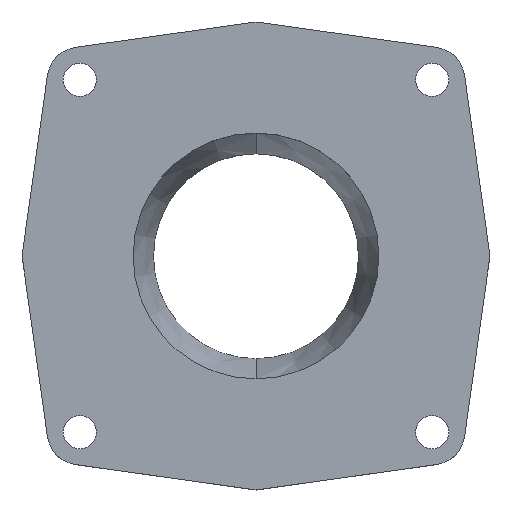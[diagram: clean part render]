
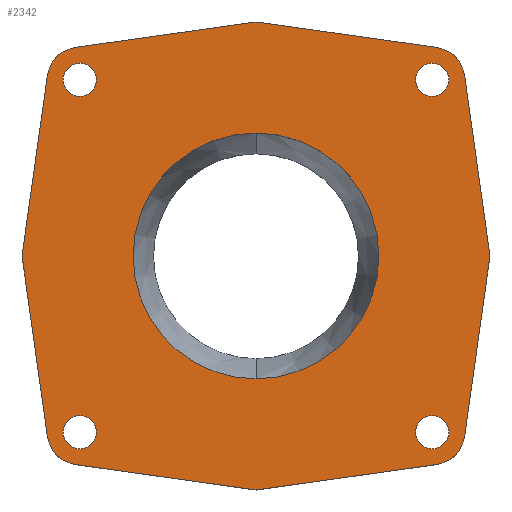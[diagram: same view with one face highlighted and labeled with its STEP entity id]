
A CAD part, top view. The second image highlights one B-rep face of the part: STEP entity #2342.
In plain terms, the highlighted planar face has unit normal (0, 0, 1).
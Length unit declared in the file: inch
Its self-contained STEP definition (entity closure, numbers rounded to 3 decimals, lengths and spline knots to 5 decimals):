
#661=DIRECTION('',(-0.139,-0.99,0.));
#662=VECTOR('',#661,2.23938);
#663=CARTESIAN_POINT('',(-2.56334,2.21758,2.93));
#664=LINE('',#663,#662);
#673=CARTESIAN_POINT('',(2.16551,2.16551,2.93));
#674=DIRECTION('',(0.,0.,1.));
#675=DIRECTION('',(1.,0.,0.));
#676=AXIS2_PLACEMENT_3D('',#673,#674,#675);
#678=CARTESIAN_POINT('',(2.16551,2.16551,2.93));
#679=DIRECTION('',(0.,0.,1.));
#680=DIRECTION('',(-1.,0.,0.));
#681=AXIS2_PLACEMENT_3D('',#678,#679,#680);
#683=CARTESIAN_POINT('',(2.16551,-2.16551,2.93));
#684=DIRECTION('',(0.,0.,1.));
#685=DIRECTION('',(1.,0.,0.));
#686=AXIS2_PLACEMENT_3D('',#683,#684,#685);
#688=CARTESIAN_POINT('',(2.16551,-2.16551,2.93));
#689=DIRECTION('',(0.,0.,1.));
#690=DIRECTION('',(-1.,0.,0.));
#691=AXIS2_PLACEMENT_3D('',#688,#689,#690);
#693=CARTESIAN_POINT('',(-2.16551,-2.16551,2.93));
#694=DIRECTION('',(0.,0.,1.));
#695=DIRECTION('',(1.,0.,0.));
#696=AXIS2_PLACEMENT_3D('',#693,#694,#695);
#698=CARTESIAN_POINT('',(-2.16551,-2.16551,2.93));
#699=DIRECTION('',(0.,0.,1.));
#700=DIRECTION('',(-1.,0.,0.));
#701=AXIS2_PLACEMENT_3D('',#698,#699,#700);
#703=CARTESIAN_POINT('',(-2.16551,2.16551,2.93));
#704=DIRECTION('',(0.,0.,1.));
#705=DIRECTION('',(1.,0.,0.));
#706=AXIS2_PLACEMENT_3D('',#703,#704,#705);
#708=CARTESIAN_POINT('',(-2.16551,2.16551,2.93));
#709=DIRECTION('',(0.,0.,1.));
#710=DIRECTION('',(-1.,0.,0.));
#711=AXIS2_PLACEMENT_3D('',#708,#709,#710);
#713=CARTESIAN_POINT('',(0.,0.,2.93));
#714=DIRECTION('',(0.,0.,1.));
#715=DIRECTION('',(0.,1.,0.));
#716=AXIS2_PLACEMENT_3D('',#713,#714,#715);
#718=CARTESIAN_POINT('',(0.,0.,2.93));
#719=DIRECTION('',(0.,0.,1.));
#720=DIRECTION('',(0.,-1.,0.));
#721=AXIS2_PLACEMENT_3D('',#718,#719,#720);
#723=DIRECTION('',(-0.99,-0.139,0.));
#724=VECTOR('',#723,2.23938);
#725=CARTESIAN_POINT('',(0.,2.875,2.93));
#726=LINE('',#725,#724);
#739=CARTESIAN_POINT('',(-2.16104,2.16104,2.93));
#740=DIRECTION('',(0.,0.,1.));
#741=DIRECTION('',(-0.139,0.99,0.));
#742=AXIS2_PLACEMENT_3D('',#739,#740,#741);
#765=DIRECTION('',(-0.99,0.139,0.));
#766=VECTOR('',#765,2.23938);
#767=CARTESIAN_POINT('',(2.21758,2.56334,2.93));
#768=LINE('',#767,#766);
#781=CARTESIAN_POINT('',(2.16104,2.16104,2.93));
#782=DIRECTION('',(0.,0.,1.));
#783=DIRECTION('',(0.99,0.139,0.));
#784=AXIS2_PLACEMENT_3D('',#781,#782,#783);
#795=DIRECTION('',(-0.139,0.99,0.));
#796=VECTOR('',#795,2.23938);
#797=CARTESIAN_POINT('',(2.875,0.,2.93));
#798=LINE('',#797,#796);
#807=DIRECTION('',(0.139,0.99,0.));
#808=VECTOR('',#807,2.23938);
#809=CARTESIAN_POINT('',(2.56334,-2.21758,2.93));
#810=LINE('',#809,#808);
#819=CARTESIAN_POINT('',(2.16104,-2.16104,2.93));
#820=DIRECTION('',(0.,0.,1.));
#821=DIRECTION('',(0.139,-0.99,0.));
#822=AXIS2_PLACEMENT_3D('',#819,#820,#821);
#833=DIRECTION('',(0.99,0.139,0.));
#834=VECTOR('',#833,2.23938);
#835=CARTESIAN_POINT('',(0.,-2.875,2.93));
#836=LINE('',#835,#834);
#861=DIRECTION('',(0.99,-0.139,0.));
#862=VECTOR('',#861,2.23938);
#863=CARTESIAN_POINT('',(-2.21758,-2.56334,2.93));
#864=LINE('',#863,#862);
#877=CARTESIAN_POINT('',(-2.16104,-2.16104,2.93));
#878=DIRECTION('',(0.,0.,1.));
#879=DIRECTION('',(-0.99,-0.139,0.));
#880=AXIS2_PLACEMENT_3D('',#877,#878,#879);
#891=DIRECTION('',(0.139,-0.99,0.));
#892=VECTOR('',#891,2.23938);
#893=CARTESIAN_POINT('',(-2.875,0.,2.93));
#894=LINE('',#893,#892);
#1101=CARTESIAN_POINT('',(0.,2.875,2.93));
#1102=CARTESIAN_POINT('',(-2.21758,2.56334,2.93));
#1103=VERTEX_POINT('',#1101);
#1104=VERTEX_POINT('',#1102);
#1105=CARTESIAN_POINT('',(-2.56334,2.21758,2.93));
#1106=VERTEX_POINT('',#1105);
#1107=CARTESIAN_POINT('',(-2.875,0.,2.93));
#1108=VERTEX_POINT('',#1107);
#1113=CARTESIAN_POINT('',(-2.56334,-2.21758,2.93));
#1114=VERTEX_POINT('',#1113);
#1117=CARTESIAN_POINT('',(-2.21758,-2.56334,2.93));
#1118=VERTEX_POINT('',#1117);
#1119=CARTESIAN_POINT('',(0.,-2.875,2.93));
#1120=VERTEX_POINT('',#1119);
#1121=CARTESIAN_POINT('',(2.21758,-2.56334,2.93));
#1122=VERTEX_POINT('',#1121);
#1123=CARTESIAN_POINT('',(2.56334,-2.21758,2.93));
#1124=VERTEX_POINT('',#1123);
#1125=CARTESIAN_POINT('',(2.875,0.,2.93));
#1126=VERTEX_POINT('',#1125);
#1131=CARTESIAN_POINT('',(2.56334,2.21758,2.93));
#1132=VERTEX_POINT('',#1131);
#1135=CARTESIAN_POINT('',(2.21758,2.56334,2.93));
#1136=VERTEX_POINT('',#1135);
#1173=CARTESIAN_POINT('',(2.36851,2.16551,2.93));
#1174=CARTESIAN_POINT('',(1.96251,2.16551,2.93));
#1175=VERTEX_POINT('',#1173);
#1176=VERTEX_POINT('',#1174);
#1177=CARTESIAN_POINT('',(2.36851,-2.16551,2.93));
#1178=CARTESIAN_POINT('',(1.96251,-2.16551,2.93));
#1179=VERTEX_POINT('',#1177);
#1180=VERTEX_POINT('',#1178);
#1181=CARTESIAN_POINT('',(-1.96251,-2.16551,2.93));
#1182=CARTESIAN_POINT('',(-2.36851,-2.16551,2.93));
#1183=VERTEX_POINT('',#1181);
#1184=VERTEX_POINT('',#1182);
#1185=CARTESIAN_POINT('',(-1.96251,2.16551,2.93));
#1186=CARTESIAN_POINT('',(-2.36851,2.16551,2.93));
#1187=VERTEX_POINT('',#1185);
#1188=VERTEX_POINT('',#1186);
#1261=CARTESIAN_POINT('',(0.,1.51,2.93));
#1262=CARTESIAN_POINT('',(0.,-1.51,2.93));
#1263=VERTEX_POINT('',#1261);
#1264=VERTEX_POINT('',#1262);
#2282=CARTESIAN_POINT('',(0.,0.,2.93));
#2283=DIRECTION('',(0.,0.,1.));
#2284=DIRECTION('',(0.,1.,0.));
#2285=AXIS2_PLACEMENT_3D('',#2282,#2283,#2284);
#2286=PLANE('',#2285);
#2288=ORIENTED_EDGE('',*,*,#2287,.F.);
#2290=ORIENTED_EDGE('',*,*,#2289,.F.);
#2292=ORIENTED_EDGE('',*,*,#2291,.F.);
#2294=ORIENTED_EDGE('',*,*,#2293,.F.);
#2296=ORIENTED_EDGE('',*,*,#2295,.F.);
#2298=ORIENTED_EDGE('',*,*,#2297,.F.);
#2300=ORIENTED_EDGE('',*,*,#2299,.F.);
#2302=ORIENTED_EDGE('',*,*,#2301,.F.);
#2304=ORIENTED_EDGE('',*,*,#2303,.F.);
#2306=ORIENTED_EDGE('',*,*,#2305,.F.);
#2307=ORIENTED_EDGE('',*,*,#2272,.F.);
#2309=ORIENTED_EDGE('',*,*,#2308,.F.);
#2310=EDGE_LOOP('',(#2288,#2290,#2292,#2294,#2296,#2298,#2300,#2302,#2304,#2306,
#2307,#2309));
#2311=FACE_OUTER_BOUND('',#2310,.F.);
#2313=ORIENTED_EDGE('',*,*,#2312,.T.);
#2315=ORIENTED_EDGE('',*,*,#2314,.T.);
#2316=EDGE_LOOP('',(#2313,#2315));
#2317=FACE_BOUND('',#2316,.F.);
#2319=ORIENTED_EDGE('',*,*,#2318,.T.);
#2321=ORIENTED_EDGE('',*,*,#2320,.T.);
#2322=EDGE_LOOP('',(#2319,#2321));
#2323=FACE_BOUND('',#2322,.F.);
#2325=ORIENTED_EDGE('',*,*,#2324,.T.);
#2327=ORIENTED_EDGE('',*,*,#2326,.T.);
#2328=EDGE_LOOP('',(#2325,#2327));
#2329=FACE_BOUND('',#2328,.F.);
#2331=ORIENTED_EDGE('',*,*,#2330,.T.);
#2333=ORIENTED_EDGE('',*,*,#2332,.T.);
#2334=EDGE_LOOP('',(#2331,#2333));
#2335=FACE_BOUND('',#2334,.F.);
#2337=ORIENTED_EDGE('',*,*,#2336,.T.);
#2339=ORIENTED_EDGE('',*,*,#2338,.T.);
#2340=EDGE_LOOP('',(#2337,#2339));
#2341=FACE_BOUND('',#2340,.F.);
#677=CIRCLE('',#676,0.203);
#682=CIRCLE('',#681,0.203);
#687=CIRCLE('',#686,0.203);
#692=CIRCLE('',#691,0.203);
#697=CIRCLE('',#696,0.203);
#702=CIRCLE('',#701,0.203);
#707=CIRCLE('',#706,0.203);
#712=CIRCLE('',#711,0.203);
#717=CIRCLE('',#716,1.51);
#722=CIRCLE('',#721,1.51);
#743=CIRCLE('',#742,0.40625);
#785=CIRCLE('',#784,0.40625);
#823=CIRCLE('',#822,0.40625);
#881=CIRCLE('',#880,0.40625);
#2272=EDGE_CURVE('',#1106,#1108,#664,.T.);
#2287=EDGE_CURVE('',#1103,#1104,#726,.T.);
#2289=EDGE_CURVE('',#1136,#1103,#768,.T.);
#2291=EDGE_CURVE('',#1132,#1136,#785,.T.);
#2293=EDGE_CURVE('',#1126,#1132,#798,.T.);
#2295=EDGE_CURVE('',#1124,#1126,#810,.T.);
#2297=EDGE_CURVE('',#1122,#1124,#823,.T.);
#2299=EDGE_CURVE('',#1120,#1122,#836,.T.);
#2301=EDGE_CURVE('',#1118,#1120,#864,.T.);
#2303=EDGE_CURVE('',#1114,#1118,#881,.T.);
#2305=EDGE_CURVE('',#1108,#1114,#894,.T.);
#2308=EDGE_CURVE('',#1104,#1106,#743,.T.);
#2312=EDGE_CURVE('',#1175,#1176,#677,.T.);
#2314=EDGE_CURVE('',#1176,#1175,#682,.T.);
#2318=EDGE_CURVE('',#1179,#1180,#687,.T.);
#2320=EDGE_CURVE('',#1180,#1179,#692,.T.);
#2324=EDGE_CURVE('',#1183,#1184,#697,.T.);
#2326=EDGE_CURVE('',#1184,#1183,#702,.T.);
#2330=EDGE_CURVE('',#1187,#1188,#707,.T.);
#2332=EDGE_CURVE('',#1188,#1187,#712,.T.);
#2336=EDGE_CURVE('',#1263,#1264,#717,.T.);
#2338=EDGE_CURVE('',#1264,#1263,#722,.T.);
#2342=ADVANCED_FACE('',(#2311,#2317,#2323,#2329,#2335,#2341),#2286,.T.);
